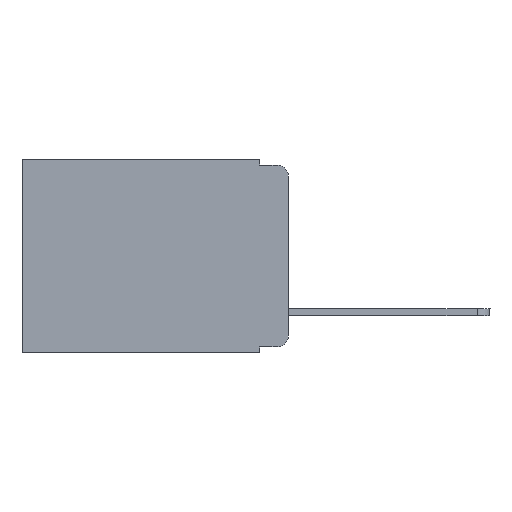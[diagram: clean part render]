
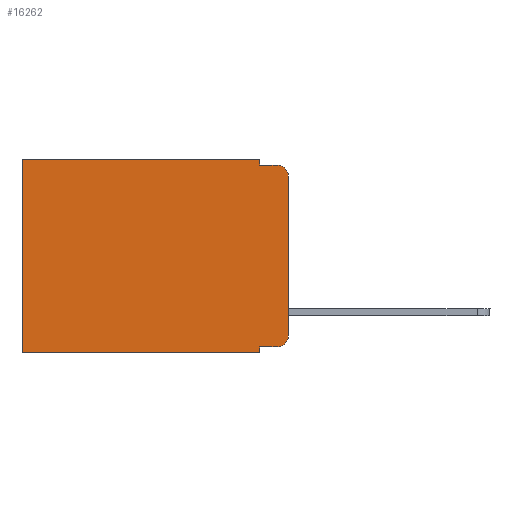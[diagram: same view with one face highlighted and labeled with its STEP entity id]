
A CAD part, left-side view. The second image highlights one B-rep face of the part: STEP entity #16262.
In plain terms, the highlighted planar face has unit normal (-1, 0, 0).
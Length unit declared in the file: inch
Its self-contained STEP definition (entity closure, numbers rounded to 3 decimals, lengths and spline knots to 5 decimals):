
#374 = CIRCLE ( 'NONE', #16627, 0.02 ) ;
#479 = CARTESIAN_POINT ( 'NONE',  ( 0.298, 0.051, 0. ) ) ;
#725 = VERTEX_POINT ( 'NONE', #7172 ) ;
#994 = VECTOR ( 'NONE', #3710, 39.37008 ) ;
#1008 = LINE ( 'NONE', #4939, #994 ) ;
#1032 = ORIENTED_EDGE ( 'NONE', *, *, #1674, .T. ) ;
#1185 = DIRECTION ( 'NONE',  ( 0., 0., -1. ) ) ;
#1266 = EDGE_CURVE ( 'NONE', #12409, #725, #15711, .T. ) ;
#1514 = ORIENTED_EDGE ( 'NONE', *, *, #6869, .F. ) ;
#1674 = EDGE_CURVE ( 'NONE', #7210, #725, #374, .T. ) ;
#1733 = EDGE_CURVE ( 'NONE', #1999, #7784, #7709, .T. ) ;
#1755 = AXIS2_PLACEMENT_3D ( 'NONE', #16666, #3243, #10010 ) ;
#1869 = CARTESIAN_POINT ( 'NONE',  ( 0.298, 0., -0.313 ) ) ;
#1999 = VERTEX_POINT ( 'NONE', #8678 ) ;
#2444 = ORIENTED_EDGE ( 'NONE', *, *, #7403, .T. ) ;
#2612 = DIRECTION ( 'NONE',  ( 1., 0., 0. ) ) ;
#2626 = VERTEX_POINT ( 'NONE', #479 ) ;
#2686 = DIRECTION ( 'NONE',  ( 0., 0., -1. ) ) ;
#2688 = ORIENTED_EDGE ( 'NONE', *, *, #14792, .T. ) ;
#2792 = CARTESIAN_POINT ( 'NONE',  ( 0.298, 0., 0. ) ) ;
#2987 = LINE ( 'NONE', #11225, #11998 ) ;
#3180 = ORIENTED_EDGE ( 'NONE', *, *, #3525, .F. ) ;
#3184 = VECTOR ( 'NONE', #9685, 39.37008 ) ;
#3243 = DIRECTION ( 'NONE',  ( -1., 0., 0. ) ) ;
#3525 = EDGE_CURVE ( 'NONE', #7210, #16868, #9551, .T. ) ;
#3542 = ORIENTED_EDGE ( 'NONE', *, *, #3656, .F. ) ;
#3656 = EDGE_CURVE ( 'NONE', #2626, #12409, #1008, .T. ) ;
#3710 = DIRECTION ( 'NONE',  ( 0., 0., -1. ) ) ;
#4285 = VERTEX_POINT ( 'NONE', #6943 ) ;
#4555 = CARTESIAN_POINT ( 'NONE',  ( 0.298, 0.051, -0.343 ) ) ;
#4802 = VECTOR ( 'NONE', #12343, 39.37008 ) ;
#4939 = CARTESIAN_POINT ( 'NONE',  ( 0.298, 0.051, 0. ) ) ;
#5714 = CARTESIAN_POINT ( 'NONE',  ( 0.298, 0., 0. ) ) ;
#5788 = EDGE_LOOP ( 'NONE', ( #3180, #1032, #14113, #3542, #12296, #2688, #11106, #1514, #13444, #2444 ) ) ;
#5926 = VECTOR ( 'NONE', #2686, 39.37008 ) ;
#6706 = LINE ( 'NONE', #7951, #5926 ) ;
#6809 = VECTOR ( 'NONE', #15779, 39.37008 ) ;
#6869 = EDGE_CURVE ( 'NONE', #1999, #13024, #6706, .T. ) ;
#6943 = CARTESIAN_POINT ( 'NONE',  ( 0.298, 0.473, -0.343 ) ) ;
#6959 = VECTOR ( 'NONE', #17204, 39.37008 ) ;
#7172 = CARTESIAN_POINT ( 'NONE',  ( 0.298, 0.02, -0.01 ) ) ;
#7210 = VERTEX_POINT ( 'NONE', #15398 ) ;
#7215 = LINE ( 'NONE', #11175, #3184 ) ;
#7403 = EDGE_CURVE ( 'NONE', #7784, #16868, #9320, .T. ) ;
#7709 = LINE ( 'NONE', #13146, #6809 ) ;
#7720 = VECTOR ( 'NONE', #12194, 39.37008 ) ;
#7784 = VERTEX_POINT ( 'NONE', #13487 ) ;
#7914 = CARTESIAN_POINT ( 'NONE',  ( 0.298, 0.051, -0.01 ) ) ;
#7951 = CARTESIAN_POINT ( 'NONE',  ( 0.298, 0.051, 0. ) ) ;
#8071 = DIRECTION ( 'NONE',  ( 0., 0., -1. ) ) ;
#8438 = DIRECTION ( 'NONE',  ( 0., 0., -1. ) ) ;
#8678 = CARTESIAN_POINT ( 'NONE',  ( 0.298, 0.051, -0.333 ) ) ;
#8716 = EDGE_CURVE ( 'NONE', #13024, #4285, #7215, .T. ) ;
#9320 = CIRCLE ( 'NONE', #1755, 0.02 ) ;
#9492 = LINE ( 'NONE', #5714, #7720 ) ;
#9551 = LINE ( 'NONE', #14828, #4802 ) ;
#9685 = DIRECTION ( 'NONE',  ( 0., 1., 0. ) ) ;
#10010 = DIRECTION ( 'NONE',  ( 0., 0., -1. ) ) ;
#10412 = EDGE_CURVE ( 'NONE', #2626, #14510, #9492, .T. ) ;
#11106 = ORIENTED_EDGE ( 'NONE', *, *, #8716, .F. ) ;
#11175 = CARTESIAN_POINT ( 'NONE',  ( 0.298, 0., -0.343 ) ) ;
#11225 = CARTESIAN_POINT ( 'NONE',  ( 0.298, 0.473, 0. ) ) ;
#11487 = CARTESIAN_POINT ( 'NONE',  ( 0.298, 0.02, -0.03 ) ) ;
#11998 = VECTOR ( 'NONE', #1185, 39.37008 ) ;
#12194 = DIRECTION ( 'NONE',  ( 0., 1., 0. ) ) ;
#12296 = ORIENTED_EDGE ( 'NONE', *, *, #10412, .T. ) ;
#12343 = DIRECTION ( 'NONE',  ( 0., 0., -1. ) ) ;
#12409 = VERTEX_POINT ( 'NONE', #16347 ) ;
#13024 = VERTEX_POINT ( 'NONE', #4555 ) ;
#13146 = CARTESIAN_POINT ( 'NONE',  ( 0.298, 0.051, -0.333 ) ) ;
#13444 = ORIENTED_EDGE ( 'NONE', *, *, #1733, .T. ) ;
#13487 = CARTESIAN_POINT ( 'NONE',  ( 0.298, 0.02, -0.333 ) ) ;
#14039 = AXIS2_PLACEMENT_3D ( 'NONE', #2792, #2612, #8071 ) ;
#14113 = ORIENTED_EDGE ( 'NONE', *, *, #1266, .F. ) ;
#14510 = VERTEX_POINT ( 'NONE', #16227 ) ;
#14792 = EDGE_CURVE ( 'NONE', #14510, #4285, #2987, .T. ) ;
#14828 = CARTESIAN_POINT ( 'NONE',  ( 0.298, 0., 0. ) ) ;
#15398 = CARTESIAN_POINT ( 'NONE',  ( 0.298, 0., -0.03 ) ) ;
#15711 = LINE ( 'NONE', #7914, #6959 ) ;
#15779 = DIRECTION ( 'NONE',  ( 0., -1., 0. ) ) ;
#15956 = FACE_OUTER_BOUND ( 'NONE', #5788, .T. ) ;
#16227 = CARTESIAN_POINT ( 'NONE',  ( 0.298, 0.473, 0. ) ) ;
#16262 = ADVANCED_FACE ( 'NONE', ( #15956 ), #17350, .F. ) ;
#16347 = CARTESIAN_POINT ( 'NONE',  ( 0.298, 0.051, -0.01 ) ) ;
#16627 = AXIS2_PLACEMENT_3D ( 'NONE', #11487, #16837, #8438 ) ;
#16666 = CARTESIAN_POINT ( 'NONE',  ( 0.298, 0.02, -0.313 ) ) ;
#16837 = DIRECTION ( 'NONE',  ( -1., 0., 0. ) ) ;
#16868 = VERTEX_POINT ( 'NONE', #1869 ) ;
#17204 = DIRECTION ( 'NONE',  ( 0., -1., 0. ) ) ;
#17350 = PLANE ( 'NONE',  #14039 ) ;
